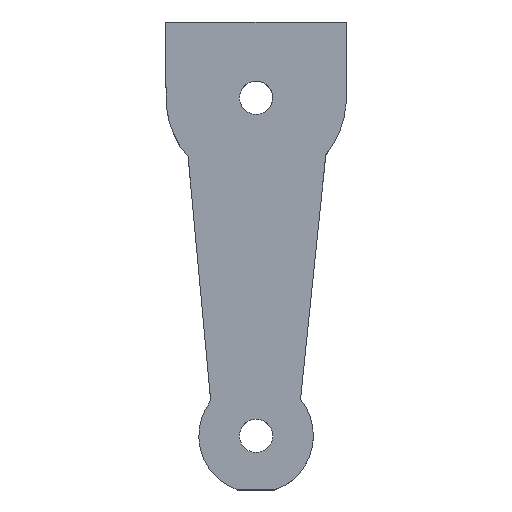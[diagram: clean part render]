
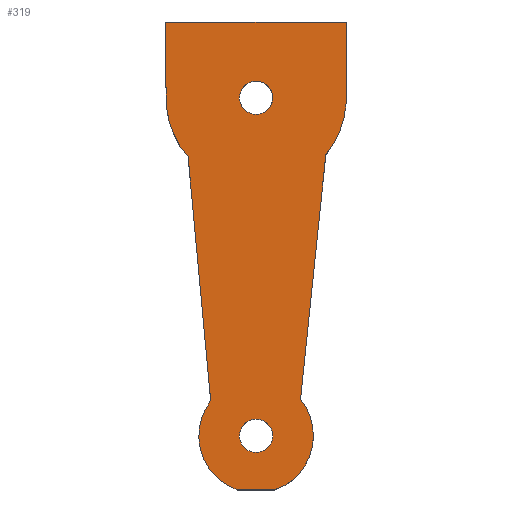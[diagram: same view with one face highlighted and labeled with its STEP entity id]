
A CAD part, top view. The second image highlights one B-rep face of the part: STEP entity #319.
In plain terms, the highlighted planar face has unit normal (0, 0, 1).
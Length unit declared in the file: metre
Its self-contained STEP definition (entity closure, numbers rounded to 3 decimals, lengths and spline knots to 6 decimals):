
#15=LINE('',#528,#41);
#18=LINE('',#535,#44);
#25=LINE('',#562,#51);
#26=LINE('',#564,#52);
#27=LINE('',#568,#53);
#28=LINE('',#573,#54);
#29=LINE('',#579,#55);
#41=VECTOR('',#393,1.);
#44=VECTOR('',#398,1.);
#51=VECTOR('',#423,1.);
#52=VECTOR('',#424,1.);
#53=VECTOR('',#427,1.);
#54=VECTOR('',#432,1.);
#55=VECTOR('',#437,1.);
#67=PLANE('',#358);
#100=ORIENTED_EDGE('',*,*,#183,.F.);
#101=ORIENTED_EDGE('',*,*,#162,.F.);
#102=ORIENTED_EDGE('',*,*,#184,.F.);
#103=ORIENTED_EDGE('',*,*,#185,.F.);
#104=ORIENTED_EDGE('',*,*,#186,.T.);
#105=ORIENTED_EDGE('',*,*,#187,.T.);
#106=ORIENTED_EDGE('',*,*,#188,.T.);
#107=ORIENTED_EDGE('',*,*,#170,.F.);
#108=ORIENTED_EDGE('',*,*,#189,.T.);
#109=ORIENTED_EDGE('',*,*,#190,.F.);
#110=ORIENTED_EDGE('',*,*,#191,.T.);
#111=ORIENTED_EDGE('',*,*,#192,.T.);
#112=ORIENTED_EDGE('',*,*,#193,.T.);
#113=ORIENTED_EDGE('',*,*,#167,.T.);
#162=EDGE_CURVE('',#205,#205,#236,.T.);
#167=EDGE_CURVE('',#208,#210,#15,.T.);
#170=EDGE_CURVE('',#213,#214,#18,.T.);
#183=EDGE_CURVE('',#224,#224,#243,.T.);
#184=EDGE_CURVE('',#225,#210,#25,.T.);
#185=EDGE_CURVE('',#226,#225,#26,.T.);
#186=EDGE_CURVE('',#226,#227,#244,.T.);
#187=EDGE_CURVE('',#227,#228,#27,.T.);
#188=EDGE_CURVE('',#228,#214,#245,.T.);
#189=EDGE_CURVE('',#213,#229,#246,.T.);
#190=EDGE_CURVE('',#230,#229,#28,.T.);
#191=EDGE_CURVE('',#230,#231,#247,.T.);
#192=EDGE_CURVE('',#231,#232,#248,.T.);
#193=EDGE_CURVE('',#232,#208,#29,.T.);
#205=VERTEX_POINT('',#481);
#208=VERTEX_POINT('',#523);
#210=VERTEX_POINT('',#527);
#213=VERTEX_POINT('',#534);
#214=VERTEX_POINT('',#536);
#224=VERTEX_POINT('',#561);
#225=VERTEX_POINT('',#563);
#226=VERTEX_POINT('',#565);
#227=VERTEX_POINT('',#567);
#228=VERTEX_POINT('',#569);
#229=VERTEX_POINT('',#572);
#230=VERTEX_POINT('',#574);
#231=VERTEX_POINT('',#576);
#232=VERTEX_POINT('',#578);
#236=CIRCLE('',#348,0.00185);
#243=CIRCLE('',#359,0.00185);
#244=CIRCLE('',#360,0.010002);
#245=CIRCLE('',#361,0.006354);
#246=CIRCLE('',#362,0.006354);
#247=CIRCLE('',#363,0.010002);
#248=CIRCLE('',#364,0.010002);
#259=EDGE_LOOP('',(#100));
#260=EDGE_LOOP('',(#101));
#261=EDGE_LOOP('',(#102,#103,#104,#105,#106,#107,#108,#109,#110,#111,#112,
#113));
#287=FACE_BOUND('',#259,.T.);
#288=FACE_BOUND('',#260,.T.);
#289=FACE_BOUND('',#261,.T.);
#319=ADVANCED_FACE('',(#287,#288,#289),#67,.F.);
#348=AXIS2_PLACEMENT_3D('',#480,#386,#387);
#358=AXIS2_PLACEMENT_3D('',#559,#419,#420);
#359=AXIS2_PLACEMENT_3D('',#560,#421,#422);
#360=AXIS2_PLACEMENT_3D('',#566,#425,#426);
#361=AXIS2_PLACEMENT_3D('',#570,#428,#429);
#362=AXIS2_PLACEMENT_3D('',#571,#430,#431);
#363=AXIS2_PLACEMENT_3D('',#575,#433,#434);
#364=AXIS2_PLACEMENT_3D('',#577,#435,#436);
#386=DIRECTION('',(0.,0.,1.));
#387=DIRECTION('',(1.,0.,0.));
#393=DIRECTION('',(0.,1.,0.));
#398=DIRECTION('',(-1.,0.,0.));
#419=DIRECTION('',(0.,0.,-1.));
#420=DIRECTION('',(-1.,0.,0.));
#421=DIRECTION('',(0.,0.,1.));
#422=DIRECTION('',(1.,0.,0.));
#423=DIRECTION('',(1.,0.,0.));
#424=DIRECTION('',(-0.004,1.,0.));
#425=DIRECTION('',(0.,0.,1.));
#426=DIRECTION('',(1.,0.,0.));
#427=DIRECTION('',(0.092,-0.996,0.));
#428=DIRECTION('',(0.,0.,1.));
#429=DIRECTION('',(1.,0.,0.));
#430=DIRECTION('',(0.,0.,1.));
#431=DIRECTION('',(1.,0.,0.));
#432=DIRECTION('',(-0.103,-0.995,0.));
#433=DIRECTION('',(0.,0.,1.));
#434=DIRECTION('',(1.,0.,0.));
#435=DIRECTION('',(0.,0.,1.));
#436=DIRECTION('',(1.,0.,0.));
#437=DIRECTION('',(0.006,1.,0.));
#480=CARTESIAN_POINT('',(-0.036241,-0.016493,0.023841));
#481=CARTESIAN_POINT('',(-0.034391,-0.016493,0.023841));
#523=CARTESIAN_POINT('',(-0.026237,-0.01177,0.023841));
#527=CARTESIAN_POINT('',(-0.026237,-0.008093,0.023841));
#528=CARTESIAN_POINT('',(-0.026237,-0.06,0.023841));
#534=CARTESIAN_POINT('',(-0.034156,-0.06,0.023841));
#535=CARTESIAN_POINT('',(-0.036263,-0.06,0.023841));
#536=CARTESIAN_POINT('',(-0.038325,-0.06,0.023841));
#559=CARTESIAN_POINT('',(-0.036263,-0.06,0.023841));
#560=CARTESIAN_POINT('',(-0.036241,-0.053997,0.023841));
#561=CARTESIAN_POINT('',(-0.034391,-0.053997,0.023841));
#562=CARTESIAN_POINT('',(-0.028513,-0.008093,0.023841));
#563=CARTESIAN_POINT('',(-0.046266,-0.008093,0.023841));
#564=CARTESIAN_POINT('',(-0.04625,-0.012088,0.023841));
#565=CARTESIAN_POINT('',(-0.046234,-0.016082,0.023841));
#566=CARTESIAN_POINT('',(-0.036241,-0.016493,0.023841));
#567=CARTESIAN_POINT('',(-0.043784,-0.023061,0.023841));
#568=CARTESIAN_POINT('',(-0.042534,-0.036596,0.023841));
#569=CARTESIAN_POINT('',(-0.041283,-0.050131,0.023841));
#570=CARTESIAN_POINT('',(-0.036241,-0.053997,0.023841));
#571=CARTESIAN_POINT('',(-0.036241,-0.053997,0.023841));
#572=CARTESIAN_POINT('',(-0.031314,-0.049984,0.023841));
#573=CARTESIAN_POINT('',(-0.029913,-0.036413,0.023841));
#574=CARTESIAN_POINT('',(-0.028511,-0.022841,0.023841));
#575=CARTESIAN_POINT('',(-0.036241,-0.016493,0.023841));
#576=CARTESIAN_POINT('',(-0.02627,-0.017289,0.023841));
#577=CARTESIAN_POINT('',(-0.036241,-0.016493,0.023841));
#578=CARTESIAN_POINT('',(-0.026262,-0.015816,0.023841));
#579=CARTESIAN_POINT('',(-0.026239,-0.011955,0.023841));
